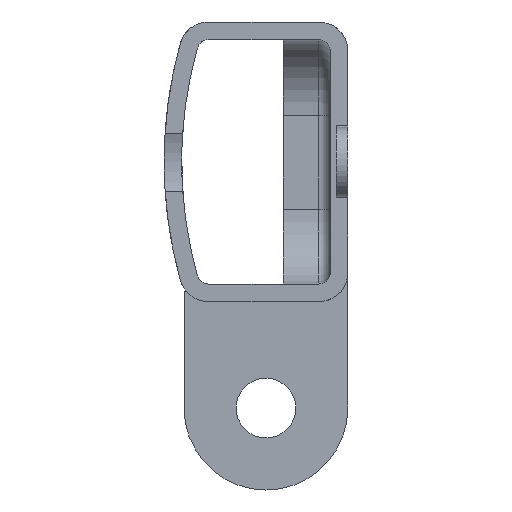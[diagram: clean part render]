
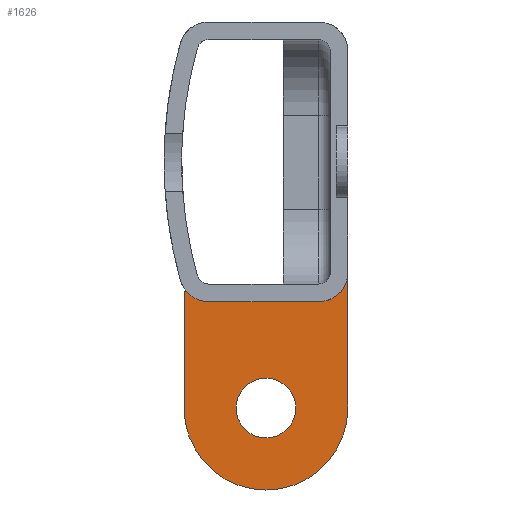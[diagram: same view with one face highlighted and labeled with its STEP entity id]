
A CAD part, left-side view. The second image highlights one B-rep face of the part: STEP entity #1626.
In plain terms, the highlighted planar face has unit normal (-1, 0, 0).
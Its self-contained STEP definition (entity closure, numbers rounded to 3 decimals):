
#18=FACE_BOUND('',#605,.T.);
#90=CIRCLE('',#1747,2.55);
#91=CIRCLE('',#1751,7.);
#92=CIRCLE('',#1754,2.5);
#93=CIRCLE('',#1755,2.5);
#191=LINE('',#2606,#345);
#196=LINE('',#2617,#350);
#197=LINE('',#2620,#351);
#200=LINE('',#2627,#354);
#201=LINE('',#2633,#355);
#345=VECTOR('',#2011,10.);
#350=VECTOR('',#2022,10.);
#351=VECTOR('',#2025,10.);
#354=VECTOR('',#2034,10.);
#355=VECTOR('',#2041,10.);
#461=PLANE('',#1753);
#519=FACE_OUTER_BOUND('',#604,.T.);
#604=EDGE_LOOP('',(#1249,#1250,#1251,#1252,#1253,#1254,#1255,#1256));
#605=EDGE_LOOP('',(#1257));
#762=VERTEX_POINT('',#2603);
#763=VERTEX_POINT('',#2605);
#764=VERTEX_POINT('',#2609);
#765=VERTEX_POINT('',#2613);
#766=VERTEX_POINT('',#2615);
#767=VERTEX_POINT('',#2619);
#768=VERTEX_POINT('',#2623);
#769=VERTEX_POINT('',#2629);
#770=VERTEX_POINT('',#2631);
#947=EDGE_CURVE('',#762,#763,#191,.T.);
#950=EDGE_CURVE('',#764,#764,#90,.T.);
#953=EDGE_CURVE('',#765,#766,#196,.T.);
#954=EDGE_CURVE('',#766,#767,#197,.T.);
#956=EDGE_CURVE('',#768,#767,#91,.T.);
#958=EDGE_CURVE('',#763,#768,#200,.T.);
#959=EDGE_CURVE('',#765,#769,#92,.T.);
#960=EDGE_CURVE('',#770,#762,#93,.T.);
#961=EDGE_CURVE('',#769,#770,#201,.T.);
#1249=ORIENTED_EDGE('',*,*,#959,.F.);
#1250=ORIENTED_EDGE('',*,*,#953,.T.);
#1251=ORIENTED_EDGE('',*,*,#954,.T.);
#1252=ORIENTED_EDGE('',*,*,#956,.F.);
#1253=ORIENTED_EDGE('',*,*,#958,.F.);
#1254=ORIENTED_EDGE('',*,*,#947,.F.);
#1255=ORIENTED_EDGE('',*,*,#960,.F.);
#1256=ORIENTED_EDGE('',*,*,#961,.F.);
#1257=ORIENTED_EDGE('',*,*,#950,.F.);
#1626=ADVANCED_FACE('',(#519,#18),#461,.F.);
#1747=AXIS2_PLACEMENT_3D('',#2611,#2016,#2017);
#1751=AXIS2_PLACEMENT_3D('',#2624,#2029,#2030);
#1753=AXIS2_PLACEMENT_3D('',#2628,#2035,#2036);
#1754=AXIS2_PLACEMENT_3D('',#2630,#2037,#2038);
#1755=AXIS2_PLACEMENT_3D('',#2632,#2039,#2040);
#2011=DIRECTION('',(0.,0.,-1.));
#2016=DIRECTION('center_axis',(-1.,0.,0.));
#2017=DIRECTION('ref_axis',(0.,1.,0.));
#2022=DIRECTION('',(0.,1.,-0.001));
#2025=DIRECTION('',(0.,0.,-1.));
#2029=DIRECTION('center_axis',(1.,0.,0.));
#2030=DIRECTION('ref_axis',(0.,-1.,0.001));
#2034=DIRECTION('',(0.,-0.001,-1.));
#2035=DIRECTION('center_axis',(1.,0.,0.));
#2036=DIRECTION('ref_axis',(0.,1.,0.));
#2037=DIRECTION('center_axis',(-1.,0.,0.));
#2038=DIRECTION('ref_axis',(0.,0.,-1.));
#2039=DIRECTION('center_axis',(-1.,0.,0.));
#2040=DIRECTION('ref_axis',(0.,-1.,0.));
#2041=DIRECTION('',(0.,-1.,0.));
#2603=CARTESIAN_POINT('',(3.,-7.99,-9.627));
#2605=CARTESIAN_POINT('',(3.,-7.99,-11.016));
#2606=CARTESIAN_POINT('',(3.,-7.99,-9.553));
#2609=CARTESIAN_POINT('',(3.,-3.55,-21.));
#2611=CARTESIAN_POINT('Origin',(3.,-1.,-21.));
#2613=CARTESIAN_POINT('',(3.,5.821,-11.));
#2615=CARTESIAN_POINT('',(3.,6.,-11.));
#2617=CARTESIAN_POINT('',(3.,-5.397,-10.986));
#2619=CARTESIAN_POINT('',(3.,6.,-21.));
#2620=CARTESIAN_POINT('',(3.,6.,-11.));
#2623=CARTESIAN_POINT('',(3.,-8.,-20.993));
#2624=CARTESIAN_POINT('Origin',(3.,-1.,-21.));
#2627=CARTESIAN_POINT('',(3.,-7.99,-11.016));
#2628=CARTESIAN_POINT('Origin',(3.,-1.,-18.777));
#2629=CARTESIAN_POINT('',(3.,3.9,-11.9));
#2630=CARTESIAN_POINT('Origin',(3.,3.9,-9.4));
#2631=CARTESIAN_POINT('',(3.,-5.5,-11.9));
#2632=CARTESIAN_POINT('Origin',(3.,-5.5,-9.4));
#2633=CARTESIAN_POINT('',(3.,-3.25,-11.9));
